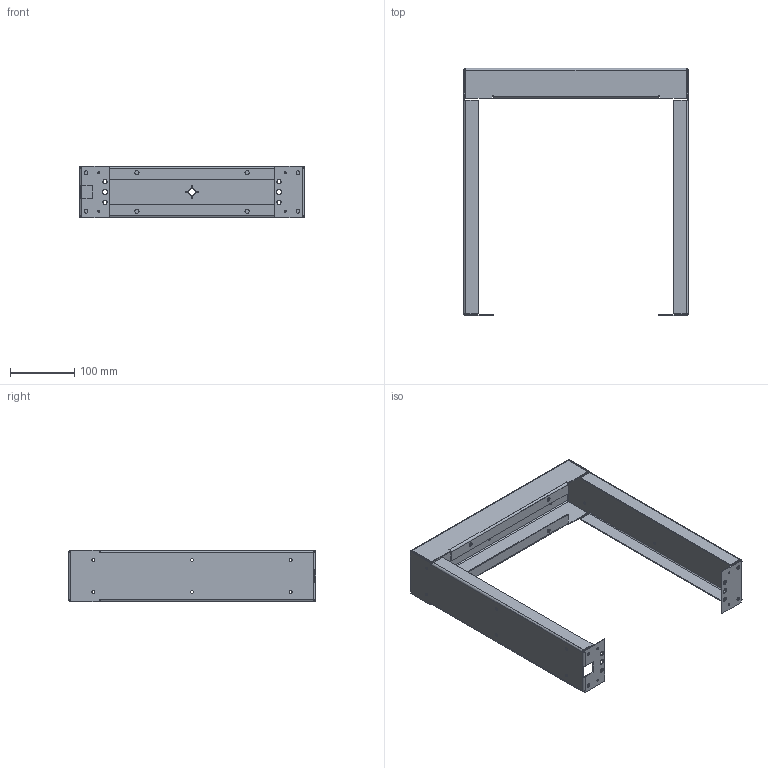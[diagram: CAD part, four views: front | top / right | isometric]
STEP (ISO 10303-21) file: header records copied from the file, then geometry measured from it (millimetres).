
FILE_DESCRIPTION(/* description */ (''),/* implementation_level */ '2;1');
FILE_NAME(/* name */ 'frame_inner.stp',/* time_stamp */ '2016-05-22T17:23:57-07:00',/* author */ ('cruiser'),/* organization */ (''),/* preprocessor_version */ 'ST-DEVELOPER v15.2',/* originating_system */ 'Autodesk Inventor 2014',/* authorisation */ '');
FILE_SCHEMA (('AUTOMOTIVE_DESIGN { 1 0 10303 214 3 1 1 }'));
Length unit declared in the file: millimetre
Products named in the file (1): frame_inner
Bounding box: 350 x 385 x 80 mm (x, y, z)
Volume: 255339.1 mm3; surface area: 327959.3 mm2
Topology: 1 solids, 1 shells, 195 faces, 485 edges, 290 vertices
Faces by surface type: plane 124, cylinder 71
Full cylindrical faces by diameter (mm): 3 x8, 4.5 x18, 6 x4, 6.5 x12, 8 x4, 10.2 x1
Entity records: 5666 total; most frequent: DIRECTION 976, CARTESIAN_POINT 924, ORIENTED_EDGE 876, EDGE_CURVE 438, AXIS2_PLACEMENT_3D 342, EDGE_LOOP 336, LINE 292, VECTOR 292
